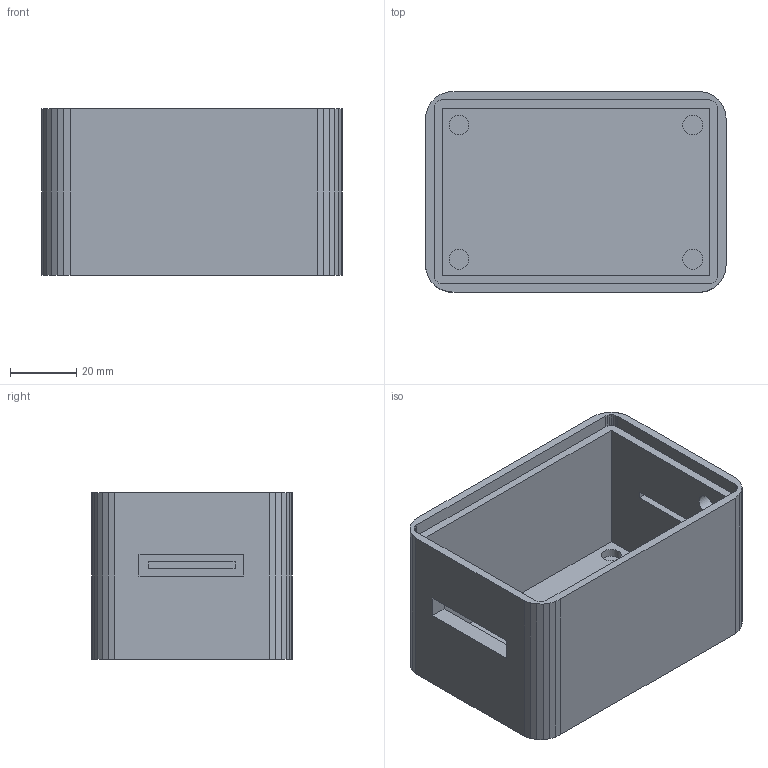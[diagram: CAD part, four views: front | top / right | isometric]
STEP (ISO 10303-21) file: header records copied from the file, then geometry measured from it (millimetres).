
FILE_DESCRIPTION(('FreeCAD Model'),'2;1');
FILE_NAME('housing.step', '2017-05-23T10:36:07',('Author'),(''), 'Open CASCADE STEP processor 6.8','FreeCAD','Unknown');
FILE_SCHEMA(('AUTOMOTIVE_DESIGN_CC2 { 1 2 10303 214 -1 1 5 4 }'));
Length unit declared in the file: millimetre
Products named in the file (2): ASSEMBLY; difference001
Assembly tree (1 placements, depth 2):
  ASSEMBLY
    difference001
Bounding box: 90.34 x 60.37 x 50 mm (x, y, z)
Volume: 83122.9 mm3; surface area: 37416 mm2
Topology: 1 solids, 1 shells, 83 faces, 222 edges, 148 vertices
Faces by surface type: plane 77, cylinder 6
Full cylindrical faces by diameter (mm): 6 x6
Entity records: 5970 total; most frequent: CARTESIAN_POINT 987, DIRECTION 760, LINE 554, VECTOR 554, ORIENTED_EDGE 444, PCURVE 444, DEFINITIONAL_REPRESENTATION 444, EDGE_CURVE 222
